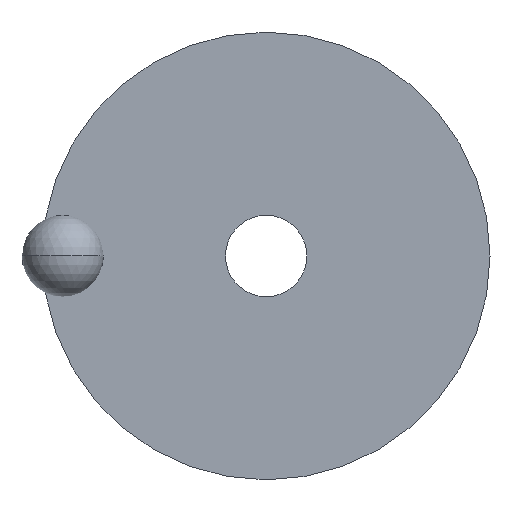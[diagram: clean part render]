
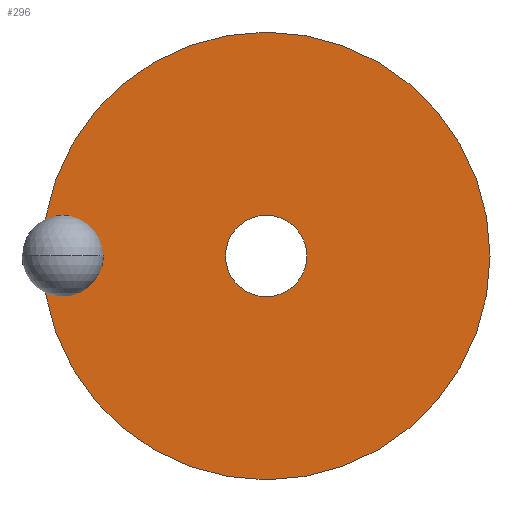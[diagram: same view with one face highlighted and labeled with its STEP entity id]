
A CAD part, left-side view. The second image highlights one B-rep face of the part: STEP entity #296.
In plain terms, the highlighted planar face has unit normal (-1, 0, 0).
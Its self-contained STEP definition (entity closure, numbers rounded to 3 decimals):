
#2 = CIRCLE ( 'NONE', #189, 2.5 ) ;
#5 = EDGE_LOOP ( 'NONE', ( #209, #245 ) ) ;
#7 = EDGE_CURVE ( 'NONE', #264, #114, #199, .T. ) ;
#8 = ORIENTED_EDGE ( 'NONE', *, *, #274, .T. ) ;
#24 = DIRECTION ( 'NONE',  ( 1., 0., 0. ) ) ;
#31 = AXIS2_PLACEMENT_3D ( 'NONE', #52, #24, #146 ) ;
#33 = VERTEX_POINT ( 'NONE', #278 ) ;
#36 = ORIENTED_EDGE ( 'NONE', *, *, #7, .F. ) ;
#39 = CARTESIAN_POINT ( 'NONE',  ( 30., 0., 2.5 ) ) ;
#48 = AXIS2_PLACEMENT_3D ( 'NONE', #205, #103, #171 ) ;
#52 = CARTESIAN_POINT ( 'NONE',  ( 30., 0., 0. ) ) ;
#56 = CIRCLE ( 'NONE', #99, 55. ) ;
#68 = CIRCLE ( 'NONE', #31, 2.5 ) ;
#75 = DIRECTION ( 'NONE',  ( 1., 0., 0. ) ) ;
#76 = CARTESIAN_POINT ( 'NONE',  ( 30., 0., 0. ) ) ;
#81 = ORIENTED_EDGE ( 'NONE', *, *, #166, .T. ) ;
#85 = EDGE_LOOP ( 'NONE', ( #242, #36 ) ) ;
#99 = AXIS2_PLACEMENT_3D ( 'NONE', #262, #265, #185 ) ;
#103 = DIRECTION ( 'NONE',  ( -1., 0., 0. ) ) ;
#114 = VERTEX_POINT ( 'NONE', #221 ) ;
#122 = FACE_OUTER_BOUND ( 'NONE', #5, .T. ) ;
#125 = PLANE ( 'NONE',  #145 ) ;
#131 = VERTEX_POINT ( 'NONE', #39 ) ;
#139 = AXIS2_PLACEMENT_3D ( 'NONE', #344, #318, #310 ) ;
#141 = DIRECTION ( 'NONE',  ( 0., 0., 1. ) ) ;
#144 = CARTESIAN_POINT ( 'NONE',  ( 30., -50., -55. ) ) ;
#145 = AXIS2_PLACEMENT_3D ( 'NONE', #313, #75, #286 ) ;
#146 = DIRECTION ( 'NONE',  ( 0., 0., -1. ) ) ;
#150 = CARTESIAN_POINT ( 'NONE',  ( 30., -50., -10. ) ) ;
#166 = EDGE_CURVE ( 'NONE', #131, #33, #68, .T. ) ;
#170 = FACE_BOUND ( 'NONE', #85, .T. ) ;
#171 = DIRECTION ( 'NONE',  ( 0., 0., 1. ) ) ;
#174 = DIRECTION ( 'NONE',  ( 1., 0., 0. ) ) ;
#185 = DIRECTION ( 'NONE',  ( 0., 0., -1. ) ) ;
#189 = AXIS2_PLACEMENT_3D ( 'NONE', #76, #174, #196 ) ;
#190 = VERTEX_POINT ( 'NONE', #144 ) ;
#196 = DIRECTION ( 'NONE',  ( 0., 0., -1. ) ) ;
#199 = CIRCLE ( 'NONE', #342, 10. ) ;
#205 = CARTESIAN_POINT ( 'NONE',  ( 30., -50., 0. ) ) ;
#209 = ORIENTED_EDGE ( 'NONE', *, *, #222, .T. ) ;
#221 = CARTESIAN_POINT ( 'NONE',  ( 30., -50., 10. ) ) ;
#222 = EDGE_CURVE ( 'NONE', #295, #190, #294, .T. ) ;
#242 = ORIENTED_EDGE ( 'NONE', *, *, #302, .F. ) ;
#245 = ORIENTED_EDGE ( 'NONE', *, *, #345, .T. ) ;
#262 = CARTESIAN_POINT ( 'NONE',  ( 30., -50., 0. ) ) ;
#264 = VERTEX_POINT ( 'NONE', #150 ) ;
#265 = DIRECTION ( 'NONE',  ( -1., 0., 0. ) ) ;
#269 = DIRECTION ( 'NONE',  ( -1., 0., 0. ) ) ;
#274 = EDGE_CURVE ( 'NONE', #33, #131, #2, .T. ) ;
#278 = CARTESIAN_POINT ( 'NONE',  ( 30., 0., -2.5 ) ) ;
#279 = CARTESIAN_POINT ( 'NONE',  ( 30., -50., 55. ) ) ;
#286 = DIRECTION ( 'NONE',  ( 0., 0., -1. ) ) ;
#294 = CIRCLE ( 'NONE', #139, 55. ) ;
#295 = VERTEX_POINT ( 'NONE', #279 ) ;
#296 = ADVANCED_FACE ( 'NONE', ( #170, #311, #122 ), #125, .F. ) ;
#298 = EDGE_LOOP ( 'NONE', ( #81, #8 ) ) ;
#302 = EDGE_CURVE ( 'NONE', #114, #264, #315, .T. ) ;
#310 = DIRECTION ( 'NONE',  ( 0., 0., -1. ) ) ;
#311 = FACE_BOUND ( 'NONE', #298, .T. ) ;
#313 = CARTESIAN_POINT ( 'NONE',  ( 30., -50., 0. ) ) ;
#315 = CIRCLE ( 'NONE', #48, 10. ) ;
#318 = DIRECTION ( 'NONE',  ( -1., 0., 0. ) ) ;
#336 = CARTESIAN_POINT ( 'NONE',  ( 30., -50., 0. ) ) ;
#342 = AXIS2_PLACEMENT_3D ( 'NONE', #336, #269, #141 ) ;
#344 = CARTESIAN_POINT ( 'NONE',  ( 30., -50., 0. ) ) ;
#345 = EDGE_CURVE ( 'NONE', #190, #295, #56, .T. ) ;
